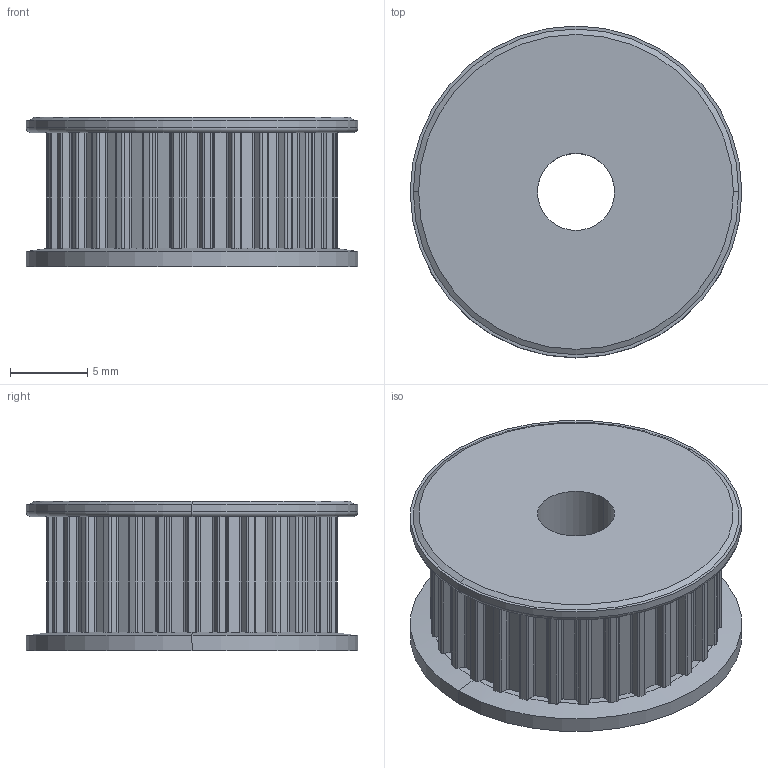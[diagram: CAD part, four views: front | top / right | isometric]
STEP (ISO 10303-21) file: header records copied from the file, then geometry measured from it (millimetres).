
FILE_DESCRIPTION (( 'STEP AP214' ), '1' );
FILE_NAME ('4333240000719.STEP', '2017-12-21T11:48:22', ( '13' ), ( '' ), 'SwSTEP 2.0', 'SolidWorks 2012', '' );
FILE_SCHEMA (( 'AUTOMOTIVE_DESIGN' ));
Length unit declared in the file: millimetre
Products named in the file (1): 4333240000719
Bounding box: 21.5 x 21.5 x 9.7 mm (x, y, z)
Volume: 2506.5 mm3; surface area: 1797.8 mm2
Topology: 1 solids, 1 shells, 322 faces, 885 edges, 568 vertices
Faces by surface type: cylinder 159, plane 155, cone 6, torus 2
Entity records: 10349 total; most frequent: DIRECTION 1921, CARTESIAN_POINT 1776, ORIENTED_EDGE 1770, EDGE_CURVE 885, AXIS2_PLACEMENT_3D 713, VERTEX_POINT 568, LINE 495, VECTOR 495
